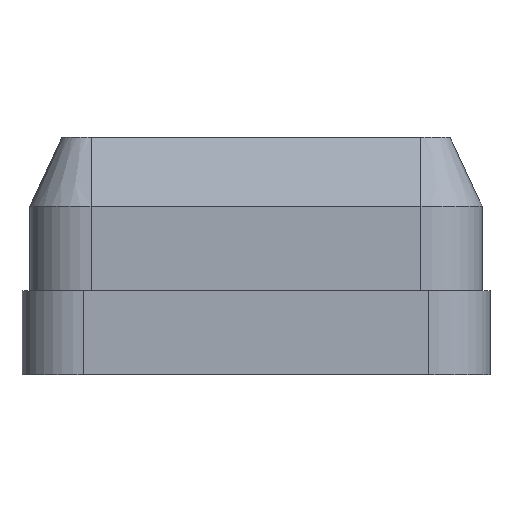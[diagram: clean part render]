
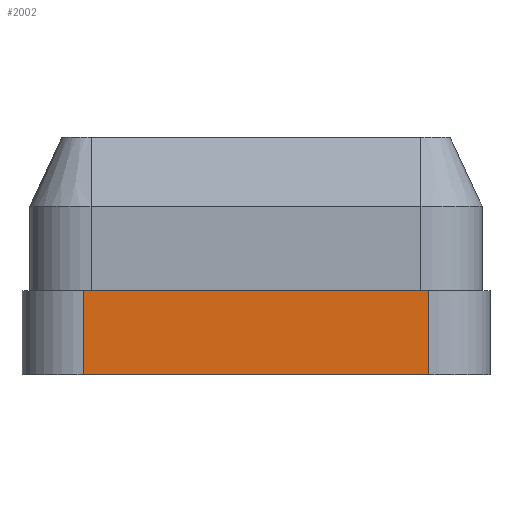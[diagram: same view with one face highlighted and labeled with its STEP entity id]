
A CAD part, front view. The second image highlights one B-rep face of the part: STEP entity #2002.
In plain terms, the highlighted planar face has unit normal (0, -1, 0).
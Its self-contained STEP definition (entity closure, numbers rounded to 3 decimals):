
#238 = AXIS2_PLACEMENT_3D ( 'NONE', #422, #674, #2340 ) ;
#283 = DIRECTION ( 'NONE',  ( 0., 0., 1. ) ) ;
#422 = CARTESIAN_POINT ( 'NONE',  ( -30.5, -73.5, 11. ) ) ;
#521 = LINE ( 'NONE', #2427, #2260 ) ;
#530 = DIRECTION ( 'NONE',  ( 1., 0., 0. ) ) ;
#538 = VECTOR ( 'NONE', #3065, 1000. ) ;
#651 = FACE_OUTER_BOUND ( 'NONE', #3078, .T. ) ;
#674 = DIRECTION ( 'NONE',  ( 0., 1., 0. ) ) ;
#760 = EDGE_CURVE ( 'NONE', #1226, #2133, #1543, .T. ) ;
#1226 = VERTEX_POINT ( 'NONE', #1764 ) ;
#1254 = CARTESIAN_POINT ( 'NONE',  ( -22.5, -73.5, 0. ) ) ;
#1342 = ORIENTED_EDGE ( 'NONE', *, *, #2827, .T. ) ;
#1384 = PLANE ( 'NONE',  #238 ) ;
#1400 = CARTESIAN_POINT ( 'NONE',  ( -30.5, -73.5, 0. ) ) ;
#1412 = EDGE_CURVE ( 'NONE', #1226, #2599, #521, .T. ) ;
#1471 = CARTESIAN_POINT ( 'NONE',  ( 22.5, -73.5, 0. ) ) ;
#1529 = ORIENTED_EDGE ( 'NONE', *, *, #1787, .T. ) ;
#1543 = LINE ( 'NONE', #3052, #2738 ) ;
#1545 = CARTESIAN_POINT ( 'NONE',  ( 22.5, -73.5, 11. ) ) ;
#1742 = LINE ( 'NONE', #2898, #2934 ) ;
#1764 = CARTESIAN_POINT ( 'NONE',  ( -22.5, -73.5, 11. ) ) ;
#1785 = VERTEX_POINT ( 'NONE', #1471 ) ;
#1787 = EDGE_CURVE ( 'NONE', #1785, #2599, #1742, .T. ) ;
#2002 = ADVANCED_FACE ( 'NONE', ( #651 ), #1384, .F. ) ;
#2113 = DIRECTION ( 'NONE',  ( 0., 0., -1. ) ) ;
#2133 = VERTEX_POINT ( 'NONE', #1254 ) ;
#2196 = ORIENTED_EDGE ( 'NONE', *, *, #1412, .F. ) ;
#2260 = VECTOR ( 'NONE', #530, 1000. ) ;
#2340 = DIRECTION ( 'NONE',  ( 0., 0., 1. ) ) ;
#2427 = CARTESIAN_POINT ( 'NONE',  ( -30.5, -73.5, 11. ) ) ;
#2599 = VERTEX_POINT ( 'NONE', #1545 ) ;
#2738 = VECTOR ( 'NONE', #2113, 1000. ) ;
#2758 = ORIENTED_EDGE ( 'NONE', *, *, #760, .T. ) ;
#2827 = EDGE_CURVE ( 'NONE', #2133, #1785, #3066, .T. ) ;
#2898 = CARTESIAN_POINT ( 'NONE',  ( 22.5, -73.5, 11. ) ) ;
#2934 = VECTOR ( 'NONE', #283, 1000. ) ;
#3052 = CARTESIAN_POINT ( 'NONE',  ( -22.5, -73.5, 11. ) ) ;
#3065 = DIRECTION ( 'NONE',  ( 1., 0., 0. ) ) ;
#3066 = LINE ( 'NONE', #1400, #538 ) ;
#3078 = EDGE_LOOP ( 'NONE', ( #1529, #2196, #2758, #1342 ) ) ;
